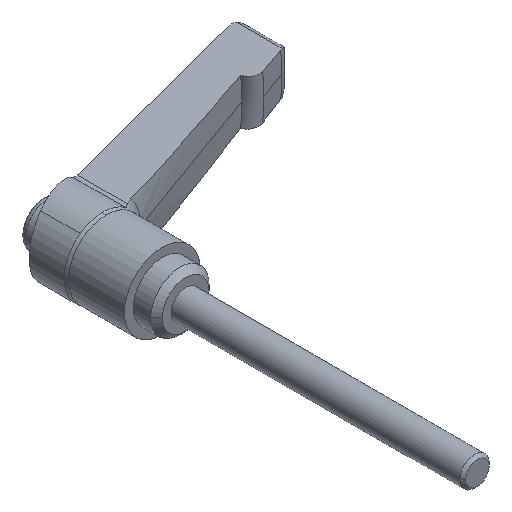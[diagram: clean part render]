
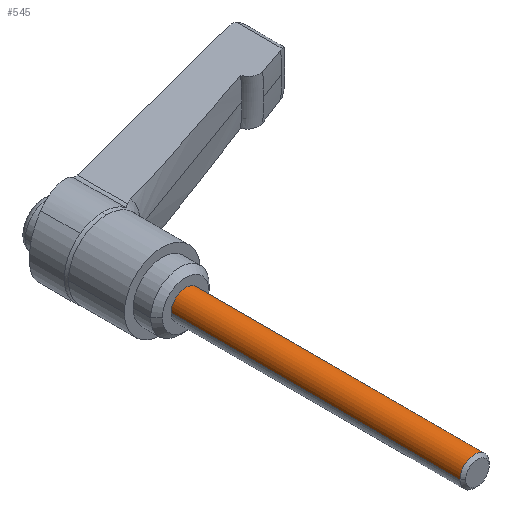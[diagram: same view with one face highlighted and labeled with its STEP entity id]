
A CAD part, isometric view. The second image highlights one B-rep face of the part: STEP entity #545.
In plain terms, the highlighted cylindrical face has radius 2.5 mm (diameter 5 mm), a partial arc.
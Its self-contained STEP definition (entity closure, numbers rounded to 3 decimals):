
#367 = EDGE_CURVE( '', #449, #553, #860, .T. );
#387 = EDGE_CURVE( '', #449, #419, #880, .T. );
#419 = VERTEX_POINT( '', #913 );
#449 = VERTEX_POINT( '', #947 );
#451 = VERTEX_POINT( '', #949 );
#455 = EDGE_CURVE( '', #553, #451, #953, .T. );
#531 = EDGE_CURVE( '', #451, #419, #1043, .T. );
#545 = ADVANCED_FACE( '', ( #1057 ), #1058, .T. );
#553 = VERTEX_POINT( '', #1068 );
#860 = LINE( '', #1502, #1503 );
#880 = CIRCLE( '', #1562, 2.5 );
#913 = CARTESIAN_POINT( '', ( 2.5, 0., 0. ) );
#947 = CARTESIAN_POINT( '', ( -2.5, 0., 0. ) );
#949 = CARTESIAN_POINT( '', ( 2.5, -49.51, 0. ) );
#953 = CIRCLE( '', #1717, 2.5 );
#1043 = LINE( '', #1833, #1834 );
#1057 = FACE_OUTER_BOUND( '', #1858, .T. );
#1058 = CYLINDRICAL_SURFACE( '', #1859, 2.5 );
#1068 = CARTESIAN_POINT( '', ( -2.5, -49.51, 0. ) );
#1502 = CARTESIAN_POINT( '', ( -2.5, -24.755, 0. ) );
#1503 = VECTOR( '', #2269, 1. );
#1562 = AXIS2_PLACEMENT_3D( '', #2271, #2272, #2273 );
#1717 = AXIS2_PLACEMENT_3D( '', #2347, #2348, #2349 );
#1833 = CARTESIAN_POINT( '', ( 2.5, -24.755, 0. ) );
#1834 = VECTOR( '', #2504, 1. );
#1858 = EDGE_LOOP( '', ( #2517, #2518, #2519, #2520 ) );
#1859 = AXIS2_PLACEMENT_3D( '', #2521, #2522, #2523 );
#2269 = DIRECTION( '', ( 0., -1., 0. ) );
#2271 = CARTESIAN_POINT( '', ( 0., 0., 0. ) );
#2272 = DIRECTION( '', ( 0., 1., 0. ) );
#2273 = DIRECTION( '', ( 1., 0., 0. ) );
#2347 = CARTESIAN_POINT( '', ( 0., -49.51, 0. ) );
#2348 = DIRECTION( '', ( 0., 1., 0. ) );
#2349 = DIRECTION( '', ( 1., 0., 0. ) );
#2504 = DIRECTION( '', ( 0., 1., 0. ) );
#2517 = ORIENTED_EDGE( '', *, *, #531, .T. );
#2518 = ORIENTED_EDGE( '', *, *, #387, .F. );
#2519 = ORIENTED_EDGE( '', *, *, #367, .T. );
#2520 = ORIENTED_EDGE( '', *, *, #455, .T. );
#2521 = CARTESIAN_POINT( '', ( 0., -24.755, 0. ) );
#2522 = DIRECTION( '', ( 0., -1., 0. ) );
#2523 = DIRECTION( '', ( 1., 0., 0. ) );
